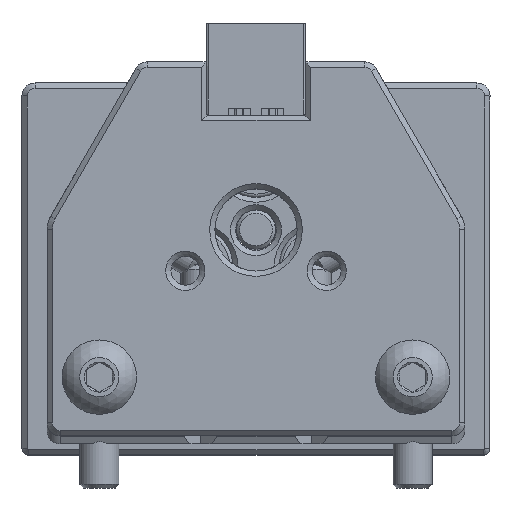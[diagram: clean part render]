
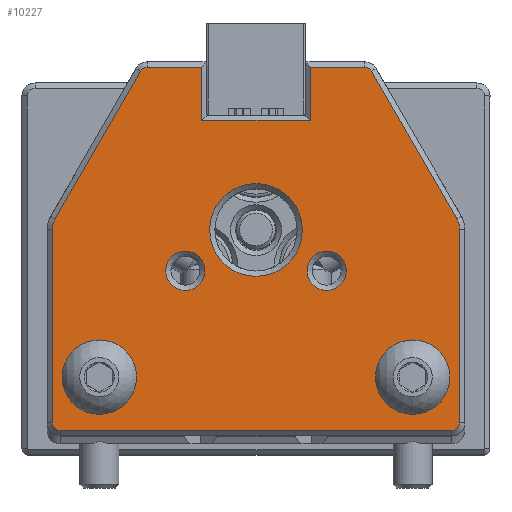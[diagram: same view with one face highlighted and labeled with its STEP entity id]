
A CAD part, top view. The second image highlights one B-rep face of the part: STEP entity #10227.
In plain terms, the highlighted planar face has unit normal (0, 0, 1).
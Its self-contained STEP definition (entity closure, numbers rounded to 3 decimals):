
#574=FACE_BOUND('',#1811,.T.);
#575=FACE_BOUND('',#1812,.T.);
#576=FACE_BOUND('',#1813,.T.);
#577=FACE_BOUND('',#1814,.T.);
#578=FACE_BOUND('',#1815,.T.);
#675=PLANE('',#11038);
#1184=FACE_OUTER_BOUND('',#1810,.T.);
#1810=EDGE_LOOP('',(#7325,#7326,#7327,#7328,#7329,#7330,#7331,#7332,#7333,
#7334,#7335,#7336,#7337,#7338,#7339,#7340));
#1811=EDGE_LOOP('',(#7341));
#1812=EDGE_LOOP('',(#7342));
#1813=EDGE_LOOP('',(#7343));
#1814=EDGE_LOOP('',(#7344));
#1815=EDGE_LOOP('',(#7345));
#2516=LINE('',#16607,#3348);
#2517=LINE('',#16611,#3349);
#2518=LINE('',#16615,#3350);
#2519=LINE('',#16619,#3351);
#2520=LINE('',#16623,#3352);
#2521=LINE('',#16627,#3353);
#2522=LINE('',#16631,#3354);
#2523=LINE('',#16633,#3355);
#2524=LINE('',#16635,#3356);
#2525=LINE('',#16636,#3357);
#3348=VECTOR('',#12459,10.);
#3349=VECTOR('',#12462,10.);
#3350=VECTOR('',#12465,10.);
#3351=VECTOR('',#12468,10.);
#3352=VECTOR('',#12471,10.);
#3353=VECTOR('',#12474,10.);
#3354=VECTOR('',#12477,10.);
#3355=VECTOR('',#12478,10.);
#3356=VECTOR('',#12479,10.);
#3357=VECTOR('',#12480,10.);
#4157=CIRCLE('',#11037,3.55);
#4158=CIRCLE('',#11039,0.6);
#4159=CIRCLE('',#11040,1.6);
#4160=CIRCLE('',#11041,0.6);
#4161=CIRCLE('',#11042,0.6);
#4162=CIRCLE('',#11043,1.6);
#4163=CIRCLE('',#11044,0.6);
#4164=CIRCLE('',#11045,1.5);
#4165=CIRCLE('',#11046,1.575);
#4166=CIRCLE('',#11047,1.575);
#4167=CIRCLE('',#11048,1.5);
#4669=VERTEX_POINT('',#16601);
#4670=VERTEX_POINT('',#16605);
#4671=VERTEX_POINT('',#16606);
#4672=VERTEX_POINT('',#16608);
#4673=VERTEX_POINT('',#16610);
#4674=VERTEX_POINT('',#16612);
#4675=VERTEX_POINT('',#16614);
#4676=VERTEX_POINT('',#16616);
#4677=VERTEX_POINT('',#16618);
#4678=VERTEX_POINT('',#16620);
#4679=VERTEX_POINT('',#16622);
#4680=VERTEX_POINT('',#16624);
#4681=VERTEX_POINT('',#16626);
#4682=VERTEX_POINT('',#16628);
#4683=VERTEX_POINT('',#16630);
#4684=VERTEX_POINT('',#16632);
#4685=VERTEX_POINT('',#16634);
#4686=VERTEX_POINT('',#16637);
#4687=VERTEX_POINT('',#16639);
#4688=VERTEX_POINT('',#16641);
#4689=VERTEX_POINT('',#16643);
#5676=EDGE_CURVE('',#4669,#4669,#4157,.T.);
#5678=EDGE_CURVE('',#4670,#4671,#2516,.T.);
#5679=EDGE_CURVE('',#4672,#4670,#4158,.T.);
#5680=EDGE_CURVE('',#4673,#4672,#2517,.T.);
#5681=EDGE_CURVE('',#4674,#4673,#4159,.T.);
#5682=EDGE_CURVE('',#4675,#4674,#2518,.T.);
#5683=EDGE_CURVE('',#4676,#4675,#4160,.T.);
#5684=EDGE_CURVE('',#4677,#4676,#2519,.T.);
#5685=EDGE_CURVE('',#4678,#4677,#4161,.T.);
#5686=EDGE_CURVE('',#4679,#4678,#2520,.T.);
#5687=EDGE_CURVE('',#4680,#4679,#4162,.T.);
#5688=EDGE_CURVE('',#4681,#4680,#2521,.T.);
#5689=EDGE_CURVE('',#4682,#4681,#4163,.T.);
#5690=EDGE_CURVE('',#4683,#4682,#2522,.T.);
#5691=EDGE_CURVE('',#4684,#4683,#2523,.T.);
#5692=EDGE_CURVE('',#4685,#4684,#2524,.T.);
#5693=EDGE_CURVE('',#4671,#4685,#2525,.T.);
#5694=EDGE_CURVE('',#4686,#4686,#4164,.T.);
#5695=EDGE_CURVE('',#4687,#4687,#4165,.T.);
#5696=EDGE_CURVE('',#4688,#4688,#4166,.T.);
#5697=EDGE_CURVE('',#4689,#4689,#4167,.T.);
#7325=ORIENTED_EDGE('',*,*,#5678,.F.);
#7326=ORIENTED_EDGE('',*,*,#5679,.F.);
#7327=ORIENTED_EDGE('',*,*,#5680,.F.);
#7328=ORIENTED_EDGE('',*,*,#5681,.F.);
#7329=ORIENTED_EDGE('',*,*,#5682,.F.);
#7330=ORIENTED_EDGE('',*,*,#5683,.F.);
#7331=ORIENTED_EDGE('',*,*,#5684,.F.);
#7332=ORIENTED_EDGE('',*,*,#5685,.F.);
#7333=ORIENTED_EDGE('',*,*,#5686,.F.);
#7334=ORIENTED_EDGE('',*,*,#5687,.F.);
#7335=ORIENTED_EDGE('',*,*,#5688,.F.);
#7336=ORIENTED_EDGE('',*,*,#5689,.F.);
#7337=ORIENTED_EDGE('',*,*,#5690,.F.);
#7338=ORIENTED_EDGE('',*,*,#5691,.F.);
#7339=ORIENTED_EDGE('',*,*,#5692,.F.);
#7340=ORIENTED_EDGE('',*,*,#5693,.F.);
#7341=ORIENTED_EDGE('',*,*,#5694,.F.);
#7342=ORIENTED_EDGE('',*,*,#5695,.T.);
#7343=ORIENTED_EDGE('',*,*,#5696,.T.);
#7344=ORIENTED_EDGE('',*,*,#5697,.F.);
#7345=ORIENTED_EDGE('',*,*,#5676,.F.);
#10227=ADVANCED_FACE('',(#1184,#574,#575,#576,#577,#578),#675,.T.);
#11037=AXIS2_PLACEMENT_3D('',#16602,#12454,#12455);
#11038=AXIS2_PLACEMENT_3D('',#16604,#12457,#12458);
#11039=AXIS2_PLACEMENT_3D('',#16609,#12460,#12461);
#11040=AXIS2_PLACEMENT_3D('',#16613,#12463,#12464);
#11041=AXIS2_PLACEMENT_3D('',#16617,#12466,#12467);
#11042=AXIS2_PLACEMENT_3D('',#16621,#12469,#12470);
#11043=AXIS2_PLACEMENT_3D('',#16625,#12472,#12473);
#11044=AXIS2_PLACEMENT_3D('',#16629,#12475,#12476);
#11045=AXIS2_PLACEMENT_3D('',#16638,#12481,#12482);
#11046=AXIS2_PLACEMENT_3D('',#16640,#12483,#12484);
#11047=AXIS2_PLACEMENT_3D('',#16642,#12485,#12486);
#11048=AXIS2_PLACEMENT_3D('',#16644,#12487,#12488);
#12454=DIRECTION('center_axis',(0.,0.,1.));
#12455=DIRECTION('ref_axis',(-0.866,0.5,0.));
#12457=DIRECTION('center_axis',(0.,0.,1.));
#12458=DIRECTION('ref_axis',(1.,0.,0.));
#12459=DIRECTION('',(1.,0.,0.));
#12460=DIRECTION('center_axis',(0.,0.,-1.));
#12461=DIRECTION('ref_axis',(-0.5,0.866,0.));
#12462=DIRECTION('',(0.5,0.866,0.));
#12463=DIRECTION('center_axis',(0.,0.,-1.));
#12464=DIRECTION('ref_axis',(-0.966,0.259,0.));
#12465=DIRECTION('',(0.,1.,0.));
#12466=DIRECTION('center_axis',(0.,0.,-1.));
#12467=DIRECTION('ref_axis',(-0.707,-0.707,0.));
#12468=DIRECTION('',(-1.,0.,0.));
#12469=DIRECTION('center_axis',(0.,0.,-1.));
#12470=DIRECTION('ref_axis',(0.707,-0.707,0.));
#12471=DIRECTION('',(0.,-1.,0.));
#12472=DIRECTION('center_axis',(0.,0.,-1.));
#12473=DIRECTION('ref_axis',(0.966,0.259,0.));
#12474=DIRECTION('',(0.5,-0.866,0.));
#12475=DIRECTION('center_axis',(0.,0.,-1.));
#12476=DIRECTION('ref_axis',(0.5,0.866,0.));
#12477=DIRECTION('',(1.,0.,0.));
#12478=DIRECTION('',(0.,1.,0.));
#12479=DIRECTION('',(1.,0.,0.));
#12480=DIRECTION('',(0.,-1.,0.));
#12481=DIRECTION('center_axis',(0.,0.,1.));
#12482=DIRECTION('ref_axis',(-1.,0.,0.));
#12483=DIRECTION('center_axis',(0.,0.,-1.));
#12484=DIRECTION('ref_axis',(1.,0.,0.));
#12485=DIRECTION('center_axis',(0.,0.,-1.));
#12486=DIRECTION('ref_axis',(1.,0.,0.));
#12487=DIRECTION('center_axis',(0.,0.,1.));
#12488=DIRECTION('ref_axis',(-1.,0.,0.));
#16601=CARTESIAN_POINT('',(3.074,-1.775,3.5));
#16602=CARTESIAN_POINT('Origin',(0.,0.,3.5));
#16604=CARTESIAN_POINT('Origin',(-4.547,-4.325,3.5));
#16605=CARTESIAN_POINT('',(-8.328,12.475,3.5));
#16606=CARTESIAN_POINT('',(-4.15,12.475,3.5));
#16607=CARTESIAN_POINT('',(-6.726,12.475,3.5));
#16608=CARTESIAN_POINT('',(-8.848,12.175,3.5));
#16609=CARTESIAN_POINT('Origin',(-8.328,11.875,3.5));
#16610=CARTESIAN_POINT('',(-15.386,0.851,3.5));
#16611=CARTESIAN_POINT('',(-15.285,1.025,3.5));
#16612=CARTESIAN_POINT('',(-15.6,0.051,3.5));
#16613=CARTESIAN_POINT('Origin',(-14.,0.051,3.5));
#16614=CARTESIAN_POINT('',(-15.6,-14.775,3.5));
#16615=CARTESIAN_POINT('',(-15.6,-10.05,3.5));
#16616=CARTESIAN_POINT('',(-15.,-15.375,3.5));
#16617=CARTESIAN_POINT('Origin',(-15.,-14.775,3.5));
#16618=CARTESIAN_POINT('',(15.,-15.375,3.5));
#16619=CARTESIAN_POINT('',(5.727,-15.375,3.5));
#16620=CARTESIAN_POINT('',(15.6,-14.775,3.5));
#16621=CARTESIAN_POINT('Origin',(15.,-14.775,3.5));
#16622=CARTESIAN_POINT('',(15.6,0.051,3.5));
#16623=CARTESIAN_POINT('',(15.6,-4.55,3.5));
#16624=CARTESIAN_POINT('',(15.386,0.851,3.5));
#16625=CARTESIAN_POINT('Origin',(14.,0.051,3.5));
#16626=CARTESIAN_POINT('',(8.848,12.175,3.5));
#16627=CARTESIAN_POINT('',(10.602,9.137,3.5));
#16628=CARTESIAN_POINT('',(8.328,12.475,3.5));
#16629=CARTESIAN_POINT('Origin',(8.328,11.875,3.5));
#16630=CARTESIAN_POINT('',(4.15,12.475,3.5));
#16631=CARTESIAN_POINT('',(-6.726,12.475,3.5));
#16632=CARTESIAN_POINT('',(4.15,8.4,3.5));
#16633=CARTESIAN_POINT('',(4.15,3.087,3.5));
#16634=CARTESIAN_POINT('',(-4.15,8.4,3.5));
#16635=CARTESIAN_POINT('',(-2.273,8.4,3.5));
#16636=CARTESIAN_POINT('',(-4.15,3.088,3.5));
#16637=CARTESIAN_POINT('',(-3.913,-3.125,3.5));
#16638=CARTESIAN_POINT('Origin',(-5.413,-3.125,3.5));
#16639=CARTESIAN_POINT('',(-13.575,-11.275,3.5));
#16640=CARTESIAN_POINT('Origin',(-12.,-11.275,3.5));
#16641=CARTESIAN_POINT('',(10.425,-11.275,3.5));
#16642=CARTESIAN_POINT('Origin',(12.,-11.275,3.5));
#16643=CARTESIAN_POINT('',(6.913,-3.125,3.5));
#16644=CARTESIAN_POINT('Origin',(5.413,-3.125,3.5));
